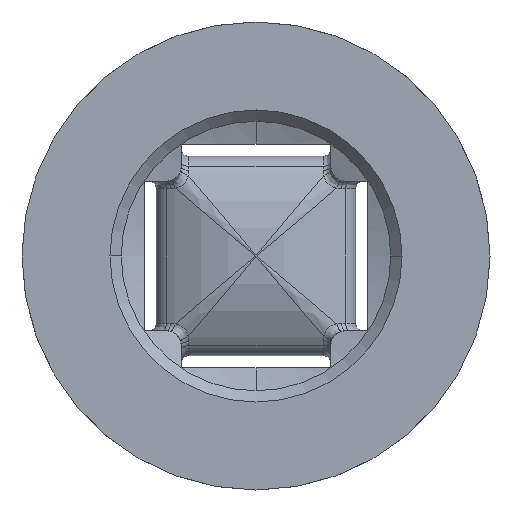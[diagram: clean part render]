
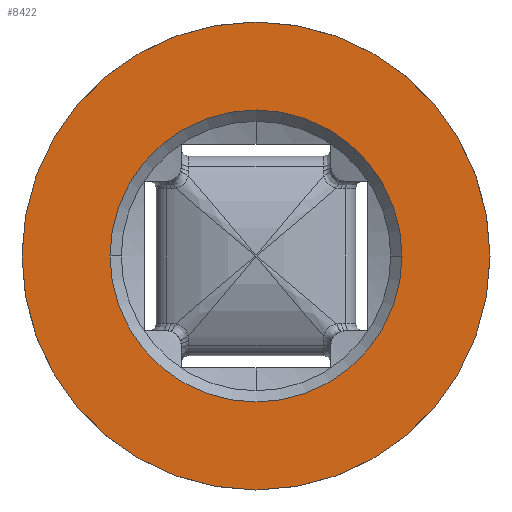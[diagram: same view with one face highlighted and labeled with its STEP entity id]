
A CAD part, front view. The second image highlights one B-rep face of the part: STEP entity #8422.
In plain terms, the highlighted planar face has unit normal (0, -1, 0).
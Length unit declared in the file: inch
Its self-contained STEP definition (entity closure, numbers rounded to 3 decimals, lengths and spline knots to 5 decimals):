
#131 = CIRCLE ( 'NONE', #3614, 0.195 ) ;
#222 = ORIENTED_EDGE ( 'NONE', *, *, #9869, .T. ) ;
#261 = CIRCLE ( 'NONE', #15915, 0.3125 ) ;
#1036 = VERTEX_POINT ( 'NONE', #3626 ) ;
#1535 = CARTESIAN_POINT ( 'NONE',  ( 0., 0., 0. ) ) ;
#1743 = CIRCLE ( 'NONE', #13108, 0.195 ) ;
#2318 = DIRECTION ( 'NONE',  ( 0., -1., 0. ) ) ;
#2506 = EDGE_CURVE ( 'NONE', #12587, #1036, #1743, .T. ) ;
#2933 = CARTESIAN_POINT ( 'NONE',  ( -0.31625, 0., -0.31625 ) ) ;
#3614 = AXIS2_PLACEMENT_3D ( 'NONE', #1535, #15821, #13367 ) ;
#3626 = CARTESIAN_POINT ( 'NONE',  ( -0.195, 0., 0. ) ) ;
#3752 = CARTESIAN_POINT ( 'NONE',  ( 0.3125, 0., 0. ) ) ;
#3792 = DIRECTION ( 'NONE',  ( 1., 0., 0. ) ) ;
#3898 = EDGE_LOOP ( 'NONE', ( #222, #5340 ) ) ;
#4088 = DIRECTION ( 'NONE',  ( 1., 0., 0. ) ) ;
#4133 = EDGE_CURVE ( 'NONE', #1036, #12587, #131, .T. ) ;
#4152 = DIRECTION ( 'NONE',  ( 0., -1., 0. ) ) ;
#4644 = VERTEX_POINT ( 'NONE', #3752 ) ;
#4788 = CARTESIAN_POINT ( 'NONE',  ( -0.3125, 0., 0. ) ) ;
#5269 = CARTESIAN_POINT ( 'NONE',  ( 0., 0., 0. ) ) ;
#5277 = DIRECTION ( 'NONE',  ( 0., -1., 0. ) ) ;
#5340 = ORIENTED_EDGE ( 'NONE', *, *, #13423, .T. ) ;
#5502 = CIRCLE ( 'NONE', #8453, 0.3125 ) ;
#5959 = CARTESIAN_POINT ( 'NONE',  ( 0., 0., 0. ) ) ;
#6418 = CARTESIAN_POINT ( 'NONE',  ( 0., 0., 0. ) ) ;
#6444 = CARTESIAN_POINT ( 'NONE',  ( 0.195, 0., 0. ) ) ;
#6693 = DIRECTION ( 'NONE',  ( 0., 0., 1. ) ) ;
#7190 = VERTEX_POINT ( 'NONE', #4788 ) ;
#7766 = PLANE ( 'NONE',  #11540 ) ;
#8033 = DIRECTION ( 'NONE',  ( 0., 1., 0. ) ) ;
#8393 = EDGE_LOOP ( 'NONE', ( #10746, #11519 ) ) ;
#8422 = ADVANCED_FACE ( 'NONE', ( #10250, #12427 ), #7766, .F. ) ;
#8453 = AXIS2_PLACEMENT_3D ( 'NONE', #6418, #5277, #3792 ) ;
#9869 = EDGE_CURVE ( 'NONE', #4644, #7190, #261, .T. ) ;
#10250 = FACE_BOUND ( 'NONE', #8393, .T. ) ;
#10746 = ORIENTED_EDGE ( 'NONE', *, *, #2506, .F. ) ;
#11519 = ORIENTED_EDGE ( 'NONE', *, *, #4133, .F. ) ;
#11540 = AXIS2_PLACEMENT_3D ( 'NONE', #2933, #8033, #6693 ) ;
#12427 = FACE_OUTER_BOUND ( 'NONE', #3898, .T. ) ;
#12587 = VERTEX_POINT ( 'NONE', #6444 ) ;
#13108 = AXIS2_PLACEMENT_3D ( 'NONE', #5959, #2318, #14875 ) ;
#13367 = DIRECTION ( 'NONE',  ( 1., 0., 0. ) ) ;
#13423 = EDGE_CURVE ( 'NONE', #7190, #4644, #5502, .T. ) ;
#14875 = DIRECTION ( 'NONE',  ( 1., 0., 0. ) ) ;
#15821 = DIRECTION ( 'NONE',  ( 0., -1., 0. ) ) ;
#15915 = AXIS2_PLACEMENT_3D ( 'NONE', #5269, #4152, #4088 ) ;
